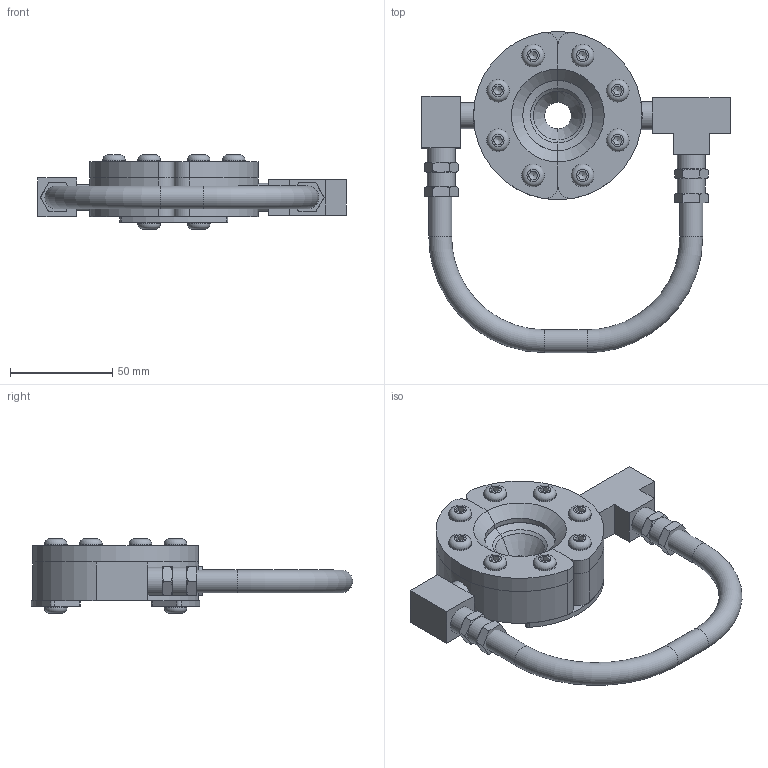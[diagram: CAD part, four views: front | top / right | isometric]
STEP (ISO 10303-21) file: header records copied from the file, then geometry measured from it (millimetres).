
FILE_DESCRIPTION((''),'2;1');
FILE_NAME('2400.stp','2012-05-31T11:10:44',('Dan Preston'),(''),'Autodesk Inventor 2012','Autodesk Inventor 2012','');
FILE_SCHEMA(('AUTOMOTIVE_DESIGN { 1 0 10303 214 1 1 1 1 }'));
Length unit declared in the file: inch
Products named in the file (10): 2400; 900570; 900571; 900572; 900573; Hexagon Socket Button Head Cap Screw - Inch 1/4-28 - 3/8; Brass Tee; Brass nipple; Brass elbow; 2400-hose
Assembly tree (23 placements, depth 2):
  2400
    900570  x2
    900571  x2
    900572
    900573
    Hexagon Socket Button Head Cap Screw - Inch 1/4-28 - 3/8  x12
    Brass Tee
    Brass nipple  x2
    Brass elbow
    2400-hose
Bounding box: 151.13 x 157.43 x 36.36 mm (x, y, z)
Volume: 174855.2 mm3; surface area: 65329.5 mm2
Topology: 23 solids, 23 shells, 351 faces, 814 edges, 530 vertices
Faces by surface type: plane 191, cylinder 90, cone 38, torus 32
Full cylindrical faces by diameter (mm): 6.35 x20, 6.747 x8, 7.144 x3, 11.1 x12, 11.113 x2, 11.176 x3, 12.7 x4, 13.708 x4, 13.716 x1
Entity records: 4317 total; most frequent: CARTESIAN_POINT 975, DIRECTION 669, ORIENTED_EDGE 522, AXIS2_PLACEMENT_3D 271, EDGE_CURVE 261, EDGE_LOOP 197, VERTEX_POINT 192, FACE_OUTER_BOUND 130
